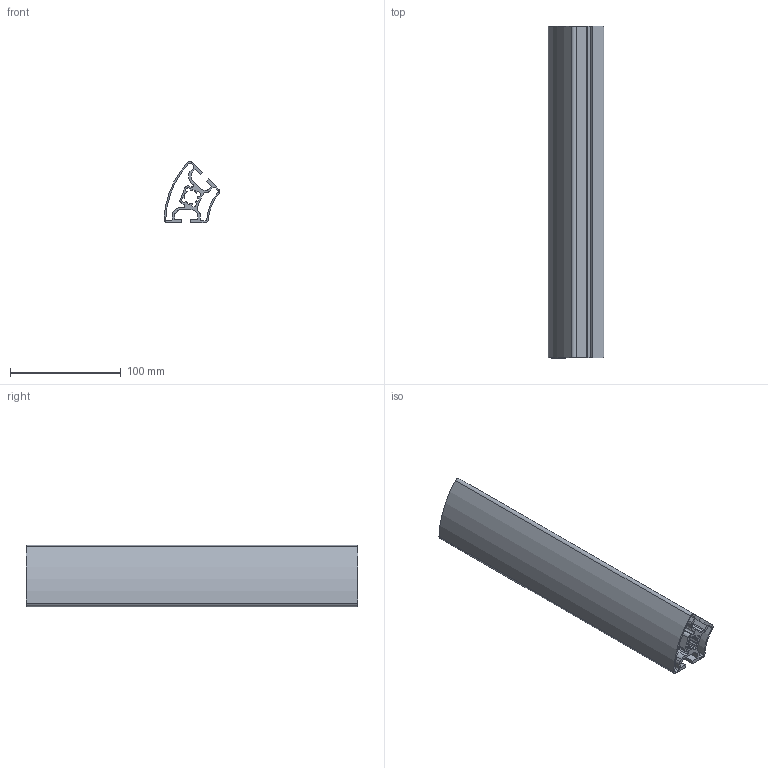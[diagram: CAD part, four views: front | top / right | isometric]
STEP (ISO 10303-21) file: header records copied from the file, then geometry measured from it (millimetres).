
FILE_DESCRIPTION (( 'STEP AP214' ), '1' );
FILE_NAME ('1727975471164.step', '2024-10-03T17:11:13', ( 'Windows User' ), ( '' ), 'SwSTEP 2.0', 'SolidWorks 2011', '' );
FILE_SCHEMA (( 'AUTOMOTIVE_DESIGN' ));
Length unit declared in the file: millimetre
Products named in the file (2): 1727975471164; 1.11.040R45.20LPx300.00(1)
Assembly tree (1 placements, depth 2):
  1727975471164
    1.11.040R45.20LPx300.00(1)
Bounding box: 50.49 x 300 x 55.28 mm (x, y, z)
Volume: 169036.2 mm3; surface area: 165726.1 mm2
Topology: 1 solids, 1 shells, 144 faces, 426 edges, 284 vertices
Faces by surface type: cylinder 75, plane 69
Entity records: 4938 total; most frequent: DIRECTION 872, CARTESIAN_POINT 858, ORIENTED_EDGE 852, EDGE_CURVE 426, AXIS2_PLACEMENT_3D 298, VERTEX_POINT 284, LINE 276, VECTOR 276
